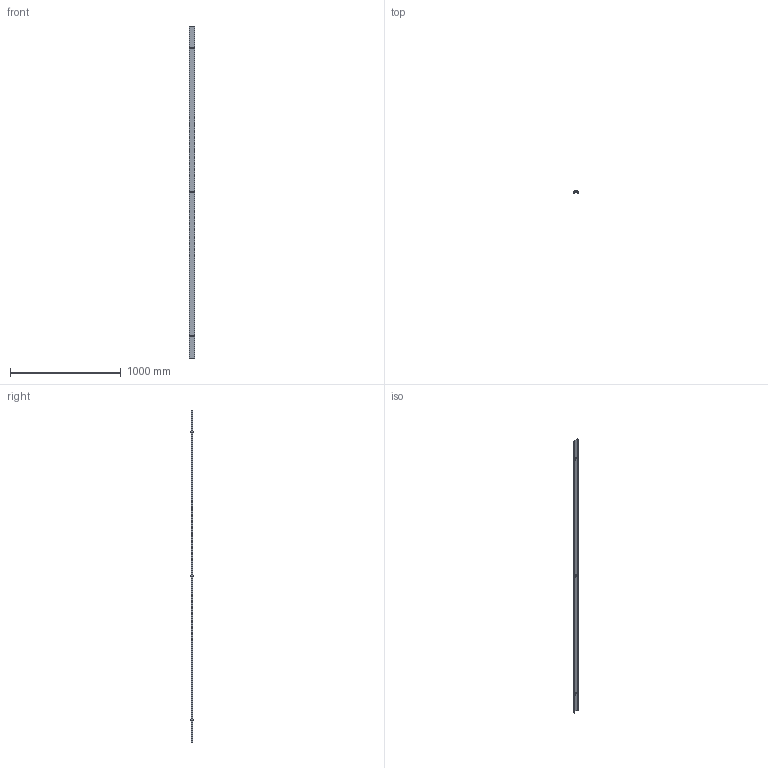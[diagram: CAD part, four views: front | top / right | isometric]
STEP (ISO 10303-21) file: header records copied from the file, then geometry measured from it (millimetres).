
FILE_DESCRIPTION (( 'STEP AP214' ), '1' );
FILE_NAME ('6052700.stp', '2019-04-16T06:14:18', ( '' ), ( '' ), 'SwSTEP 2.0', 'SolidWorks 2018', '' );
FILE_SCHEMA (( 'AUTOMOTIVE_DESIGN' ));
Length unit declared in the file: millimetre
Products named in the file (4): KTS 08.082-006_Standard; 039860_050x3000; gelocht O12,3; s=1,0; KTS 08.081-003_Standard; 6052700
Assembly tree (10 placements, depth 2):
  6052700
    039860_050x3000; gelocht O12,3; s=1,0
    KTS 08.081-003_Standard  x6
    KTS 08.082-006_Standard  x3
Bounding box: 54 x 19.32 x 3000 mm (x, y, z)
Volume: 244519.9 mm3; surface area: 484256.4 mm2
Topology: 10 solids, 10 shells, 261 faces, 633 edges, 410 vertices
Faces by surface type: plane 150, cylinder 69, torus 24, bspline 18
Entity records: 2740 total; most frequent: CARTESIAN_POINT 626, ORIENTED_EDGE 408, DIRECTION 394, EDGE_CURVE 204, LINE 138, VECTOR 138, VERTEX_POINT 134, AXIS2_PLACEMENT_3D 128
